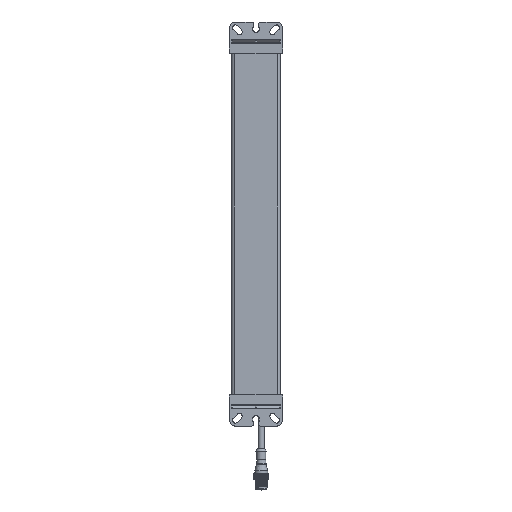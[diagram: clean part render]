
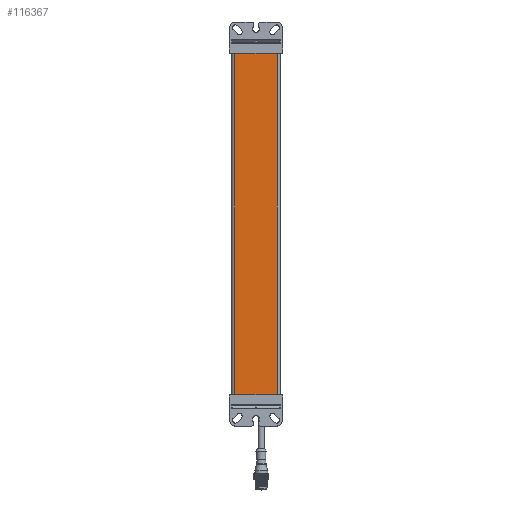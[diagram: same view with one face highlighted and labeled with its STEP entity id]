
A CAD part, top view. The second image highlights one B-rep face of the part: STEP entity #116367.
In plain terms, the highlighted planar face has unit normal (0, 0, 1).
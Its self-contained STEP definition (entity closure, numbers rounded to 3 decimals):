
#36654=DIRECTION('',(1.,0.,0.));
#36655=VECTOR('',#36654,41.);
#36656=CARTESIAN_POINT('',(-20.5,346.75,-2.));
#36657=LINE('',#36656,#36655);
#36801=DIRECTION('',(1.,0.,0.));
#36802=VECTOR('',#36801,41.);
#36803=CARTESIAN_POINT('',(-20.5,6.75,-2.));
#36804=LINE('',#36803,#36802);
#38407=DIRECTION('',(0.,-1.,0.));
#38408=VECTOR('',#38407,340.);
#38409=CARTESIAN_POINT('',(-20.5,346.75,-2.));
#38410=LINE('',#38409,#38408);
#38411=DIRECTION('',(0.,-1.,0.));
#38412=VECTOR('',#38411,340.);
#38413=CARTESIAN_POINT('',(20.5,346.75,-2.));
#38414=LINE('',#38413,#38412);
#50918=CARTESIAN_POINT('',(-20.5,6.75,-2.));
#50920=VERTEX_POINT('',#50918);
#50924=CARTESIAN_POINT('',(-20.5,346.75,-2.));
#50925=VERTEX_POINT('',#50924);
#50927=CARTESIAN_POINT('',(20.5,6.75,-2.));
#50929=VERTEX_POINT('',#50927);
#50930=CARTESIAN_POINT('',(20.5,346.75,-2.));
#50931=VERTEX_POINT('',#50930);
#116355=CARTESIAN_POINT('',(-23.5,6.75,-2.));
#116356=DIRECTION('',(0.,0.,1.));
#116357=DIRECTION('',(1.,0.,0.));
#116358=AXIS2_PLACEMENT_3D('',#116355,#116356,#116357);
#116359=PLANE('',#116358);
#116360=ORIENTED_EDGE('',*,*,#116350,.F.);
#116361=ORIENTED_EDGE('',*,*,#113713,.T.);
#116363=ORIENTED_EDGE('',*,*,#116362,.T.);
#116364=ORIENTED_EDGE('',*,*,#113902,.F.);
#116365=EDGE_LOOP('',(#116360,#116361,#116363,#116364));
#116366=FACE_OUTER_BOUND('',#116365,.F.);
#116367=ADVANCED_FACE('',(#116366),#116359,.T.);
#113713=EDGE_CURVE('',#50925,#50931,#36657,.T.);
#113902=EDGE_CURVE('',#50920,#50929,#36804,.T.);
#116350=EDGE_CURVE('',#50925,#50920,#38410,.T.);
#116362=EDGE_CURVE('',#50931,#50929,#38414,.T.);
